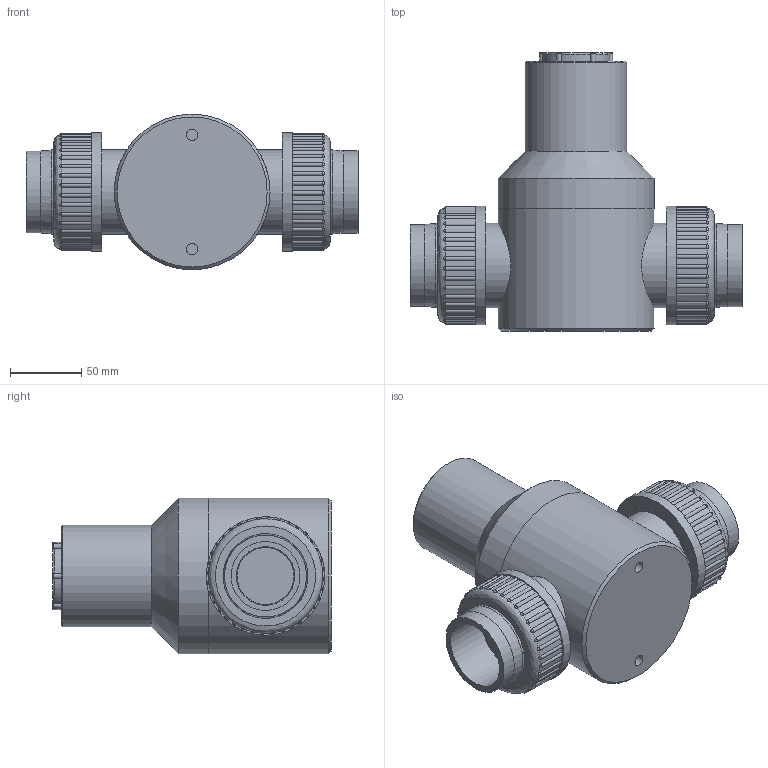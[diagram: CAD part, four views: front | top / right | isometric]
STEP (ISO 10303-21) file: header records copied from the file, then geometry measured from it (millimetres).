
FILE_DESCRIPTION (( 'STEP AP214' ), '1' );
FILE_NAME ('50-1102-0X.STEP', '2019-05-20T09:12:11', ( '' ), ( '' ), 'SwSTEP 2.0', 'SolidWorks 2019', '' );
FILE_SCHEMA (( 'AUTOMOTIVE_DESIGN' ));
Length unit declared in the file: millimetre
Products named in the file (16): Body detail_50mm or 1 1-2; 50mm union stub; 729511110_03; PVC Bonnet all size_50mm PVC-304; 729511110_01; 50-1102-0X; 50mm Dust Cap; Body detail; PVC Bonnet all size
Assembly tree (9 placements, depth 2):
  729511110_03
  729511110_01
  50-1102-0X
    Body detail_50mm or 1 1-2
    PVC Bonnet all size_50mm PVC-304
    50mm union stub  x2
    729511110_01  x2
    729511110_03  x2
    50mm Dust Cap
  50mm union stub
  Body detail
Bounding box: 232.32 x 194.9 x 109 mm (x, y, z)
Volume: 1584037 mm3; surface area: 242208.7 mm2
Topology: 9 solids, 9 shells, 369 faces, 1033 edges, 684 vertices
Faces by surface type: cylinder 209, bspline 86, plane 47, cone 15, torus 12
Full cylindrical faces by diameter (mm): 7.938 x2, 35.5 x1, 38 x1, 39.8 x2, 41 x2, 44.2 x2, 48.3 x2, 56.2 x2, 57.5 x2, 59 x2, 59.1 x2, 59.2 x2, 59.3 x2, 62.6 x4, 64.396 x2, 65.71 x14, 71 x1, 83 x2, 109 x2
Entity records: 10554 total; most frequent: CARTESIAN_POINT 5609, ORIENTED_EDGE 972, DIRECTION 907, EDGE_CURVE 486, AXIS2_PLACEMENT_3D 408, VERTEX_POINT 341, EDGE_LOOP 259, CIRCLE 235
